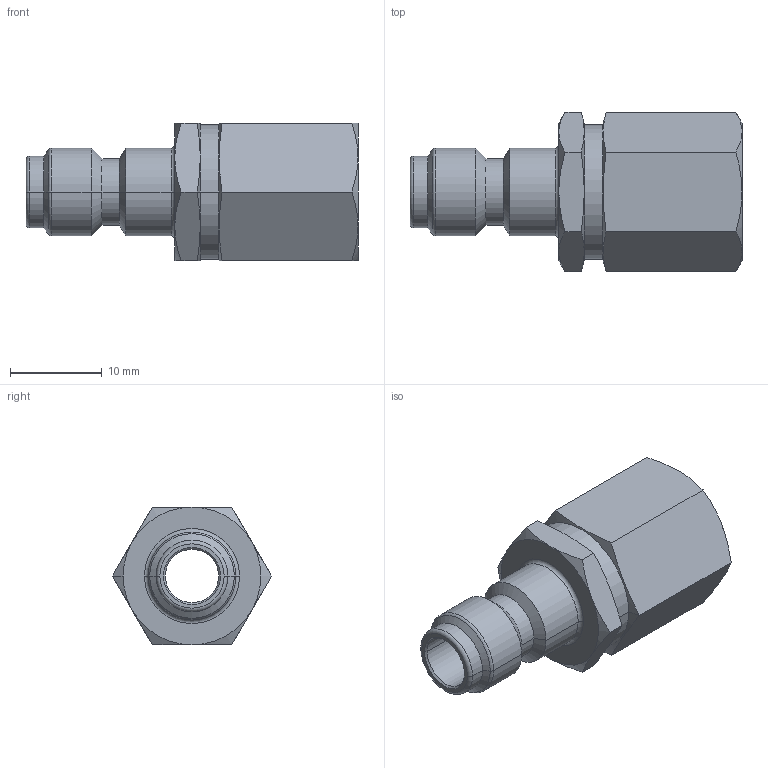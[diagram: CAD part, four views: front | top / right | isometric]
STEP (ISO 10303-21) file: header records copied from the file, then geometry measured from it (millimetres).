
FILE_DESCRIPTION (( 'STEP AP214' ), '1' );
FILE_NAME ('2320 UV.STEP', '2015-09-03T12:09:34', ( 'admin' ), ( 'Microsoft' ), 'SwSTEP 2.0', 'SolidWorks 2009', '' );
FILE_SCHEMA (( 'AUTOMOTIVE_DESIGN' ));
Length unit declared in the file: millimetre
Products named in the file (1): 2320 UV
Bounding box: 36.15 x 17.32 x 15 mm (x, y, z)
Volume: 3550.9 mm3; surface area: 2581.9 mm2
Topology: 1 solids, 1 shells, 64 faces, 136 edges, 76 vertices
Faces by surface type: cone 28, plane 16, cylinder 14, torus 6
Entity records: 1837 total; most frequent: CARTESIAN_POINT 473, DIRECTION 288, ORIENTED_EDGE 272, EDGE_CURVE 136, AXIS2_PLACEMENT_3D 123, VERTEX_POINT 76, EDGE_LOOP 68, FACE_OUTER_BOUND 64
